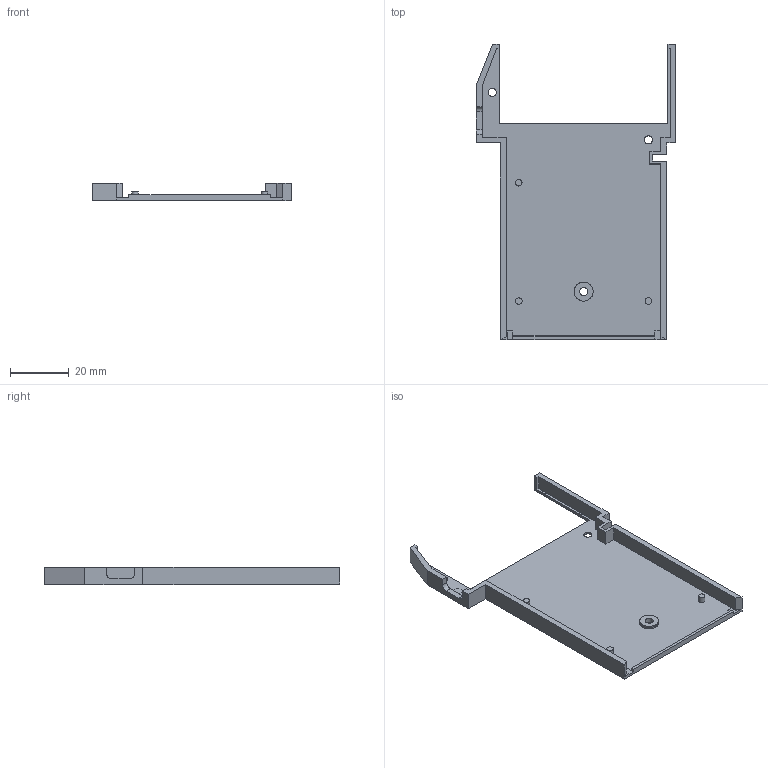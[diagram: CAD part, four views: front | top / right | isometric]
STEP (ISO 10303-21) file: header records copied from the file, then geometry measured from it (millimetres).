
FILE_DESCRIPTION(/* description */ (''),/* implementation_level */ '2;1');
FILE_NAME(/* name */ 'GB Interceptor Bottom Base.step',/* time_stamp */ '2022-12-25T13:38:41-06:00',/* author */ (''),/* organization */ (''),/* preprocessor_version */ 'ST-DEVELOPER v18.1',/* originating_system */ 'Autodesk Translation Framework v10.13.0.1454',/* authorisation */ '');
FILE_SCHEMA (('AUTOMOTIVE_DESIGN { 1 0 10303 214 3 1 1 }'));
Length unit declared in the file: millimetre
Products named in the file (1): GB Interceptor Shell
Bounding box: 67.9 x 100.7 x 6 mm (x, y, z)
Volume: 6567.8 mm3; surface area: 11767.9 mm2
Topology: 1 solids, 2 shells, 156 faces, 402 edges, 261 vertices
Faces by surface type: plane 141, cylinder 15
Full cylindrical faces by diameter (mm): 2 x2, 2.22 x3, 2.75 x3, 3 x2, 4.02 x1, 4.05 x1, 4.55 x1
Entity records: 4691 total; most frequent: CARTESIAN_POINT 820, ORIENTED_EDGE 804, DIRECTION 746, EDGE_CURVE 402, LINE 372, VECTOR 372, VERTEX_POINT 261, AXIS2_PLACEMENT_3D 187
